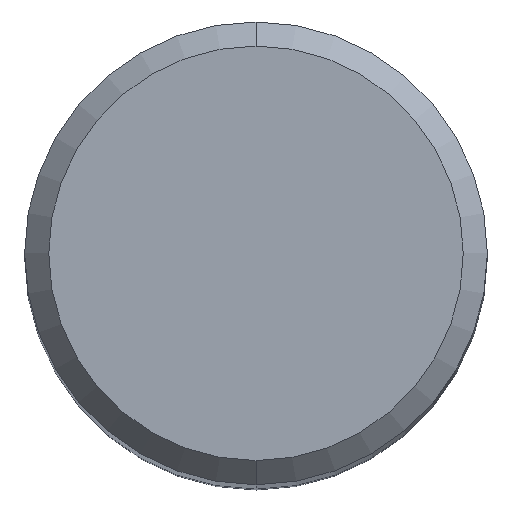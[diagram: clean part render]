
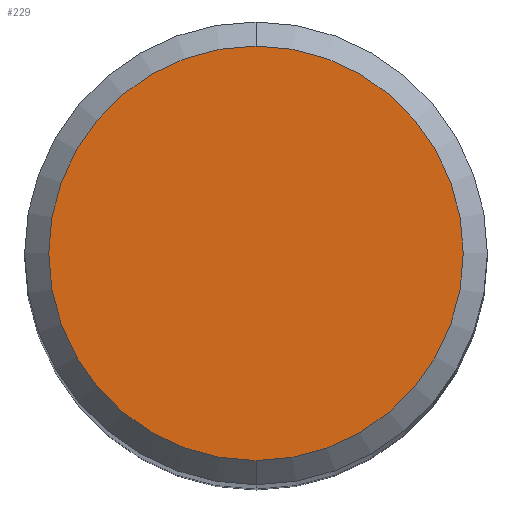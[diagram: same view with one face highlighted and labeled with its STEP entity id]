
A CAD part, top view. The second image highlights one B-rep face of the part: STEP entity #229.
In plain terms, the highlighted planar face has unit normal (0, 0, 1).
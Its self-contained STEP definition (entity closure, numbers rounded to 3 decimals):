
#159=VERTEX_POINT('',#394);
#229=ADVANCED_FACE('',(#470),#471,.T.);
#245=EDGE_CURVE('',#345,#159,#487,.T.);
#253=EDGE_CURVE('',#159,#345,#497,.T.);
#345=VERTEX_POINT('',#604);
#394=CARTESIAN_POINT('',(0.0,4.3,0.0));
#470=FACE_OUTER_BOUND('',#745,.T.);
#471=PLANE('',#746);
#487=CIRCLE('',#769,4.3);
#497=CIRCLE('',#782,4.3);
#604=CARTESIAN_POINT('',(0.,-4.3,0.0));
#745=EDGE_LOOP('',(#1052,#1053));
#746=AXIS2_PLACEMENT_3D('',#1054,#1055,#1056);
#769=AXIS2_PLACEMENT_3D('',#1070,#1071,#1072);
#782=AXIS2_PLACEMENT_3D('',#1087,#1088,#1089);
#1052=ORIENTED_EDGE('',*,*,#253,.F.);
#1053=ORIENTED_EDGE('',*,*,#245,.F.);
#1054=CARTESIAN_POINT('',(0.0,2.15,0.0));
#1055=DIRECTION('',(-0.0,0.0,1.0));
#1056=DIRECTION('',(0.0,-1.0,0.0));
#1070=CARTESIAN_POINT('',(0.0,0.0,0.0));
#1071=DIRECTION('',(0.0,0.0,-1.0));
#1072=DIRECTION('',(0.0,1.0,0.0));
#1087=CARTESIAN_POINT('',(0.0,0.0,0.0));
#1088=DIRECTION('',(0.0,0.0,-1.0));
#1089=DIRECTION('',(0.0,1.0,0.0));
